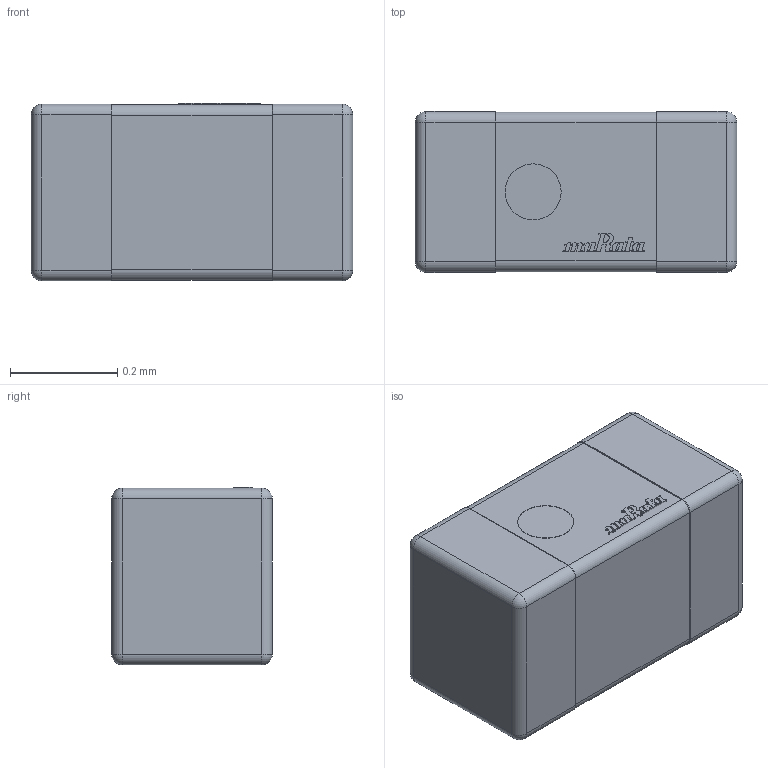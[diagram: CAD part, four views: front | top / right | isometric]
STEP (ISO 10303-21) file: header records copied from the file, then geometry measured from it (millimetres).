
FILE_DESCRIPTION(('FreeCAD Model'),'2;1');
FILE_NAME('Murata LQP03TG0N2B02D.step','2020-09-02T21:22:08',('Author'),(''), 'Open CASCADE STEP processor 7.2','FreeCAD','Unknown');
FILE_SCHEMA(('AUTOMOTIVE_DESIGN { 1 0 10303 214 1 1 1 1 }'));
Length unit declared in the file: millimetre
Products named in the file (6): logo; Solid003; Solid002; Solid; Pin_Right; Pin_Left
Bounding box: 0.6 x 0.3 x 0.33 mm (x, y, z)
Volume: 0.1 mm3; surface area: 1.5 mm2
Topology: 6 solids, 6 shells, 302 faces, 835 edges, 538 vertices
Faces by surface type: bspline 231, cylinder 30, plane 25, torus 8, sphere 8
Full cylindrical faces by diameter (mm): 0.105 x2
Entity records: 9929 total; most frequent: CARTESIAN_POINT 4160, ORIENTED_EDGE 1654, EDGE_CURVE 827, B_SPLINE_CURVE_WITH_KNOTS 687, VERTEX_POINT 538, DIRECTION 352, FACE_BOUND 309, EDGE_LOOP 309
